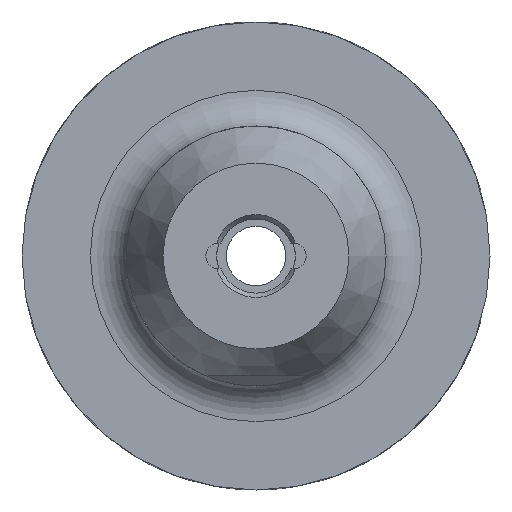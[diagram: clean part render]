
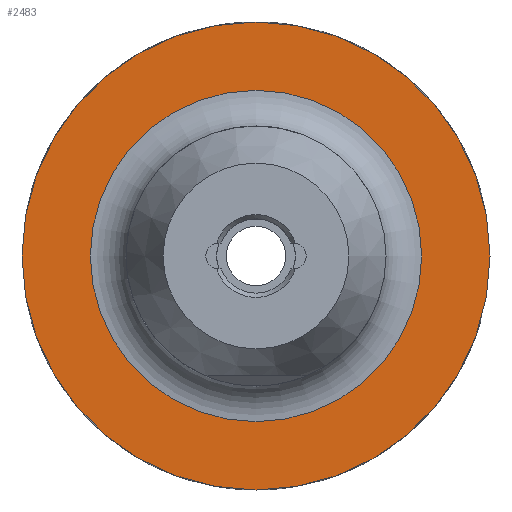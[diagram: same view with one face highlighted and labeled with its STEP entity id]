
A CAD part, left-side view. The second image highlights one B-rep face of the part: STEP entity #2483.
In plain terms, the highlighted planar face has unit normal (-1, 0, 0).
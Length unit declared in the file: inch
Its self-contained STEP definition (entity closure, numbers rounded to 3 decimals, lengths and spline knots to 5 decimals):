
#177=FACE_BOUND('',#524,.T.);
#244=PLANE('',#2762);
#374=FACE_OUTER_BOUND('',#523,.T.);
#523=EDGE_LOOP('',(#2193,#2194));
#524=EDGE_LOOP('',(#2195,#2196));
#776=CIRCLE('',#2538,1.24016);
#777=CIRCLE('',#2539,1.24016);
#891=CIRCLE('',#2760,0.87795);
#892=CIRCLE('',#2761,0.87795);
#930=VERTEX_POINT('',#3736);
#931=VERTEX_POINT('',#3738);
#1134=VERTEX_POINT('',#5505);
#1135=VERTEX_POINT('',#5507);
#1187=EDGE_CURVE('',#930,#931,#776,.T.);
#1188=EDGE_CURVE('',#931,#930,#777,.T.);
#1489=EDGE_CURVE('',#1135,#1134,#891,.T.);
#1490=EDGE_CURVE('',#1134,#1135,#892,.T.);
#2193=ORIENTED_EDGE('',*,*,#1188,.F.);
#2194=ORIENTED_EDGE('',*,*,#1187,.F.);
#2195=ORIENTED_EDGE('',*,*,#1489,.T.);
#2196=ORIENTED_EDGE('',*,*,#1490,.T.);
#2483=ADVANCED_FACE('',(#374,#177),#244,.T.);
#2538=AXIS2_PLACEMENT_3D('',#3739,#2853,#2854);
#2539=AXIS2_PLACEMENT_3D('',#3740,#2855,#2856);
#2760=AXIS2_PLACEMENT_3D('',#5508,#3393,#3394);
#2761=AXIS2_PLACEMENT_3D('',#5509,#3395,#3396);
#2762=AXIS2_PLACEMENT_3D('',#5510,#3397,#3398);
#2853=DIRECTION('center_axis',(1.,0.,0.));
#2854=DIRECTION('ref_axis',(0.,1.,0.));
#2855=DIRECTION('center_axis',(1.,0.,0.));
#2856=DIRECTION('ref_axis',(0.,1.,0.));
#3393=DIRECTION('center_axis',(1.,0.,0.));
#3394=DIRECTION('ref_axis',(0.,1.,0.));
#3395=DIRECTION('center_axis',(1.,0.,0.));
#3396=DIRECTION('ref_axis',(0.,1.,0.));
#3397=DIRECTION('center_axis',(-1.,0.,0.));
#3398=DIRECTION('ref_axis',(0.,0.,1.));
#3736=CARTESIAN_POINT('',(-0.86614,-1.24016,0.));
#3738=CARTESIAN_POINT('',(-0.86614,1.24016,0.));
#3739=CARTESIAN_POINT('Origin',(-0.86614,0.,
0.));
#3740=CARTESIAN_POINT('Origin',(-0.86614,0.,
0.));
#5505=CARTESIAN_POINT('',(-0.86614,0.,0.87795));
#5507=CARTESIAN_POINT('',(-0.86614,0.87795,0.));
#5508=CARTESIAN_POINT('Origin',(-0.86614,0.,
0.));
#5509=CARTESIAN_POINT('Origin',(-0.86614,0.,
0.));
#5510=CARTESIAN_POINT('Origin',(-0.86614,1.05906,0.));
